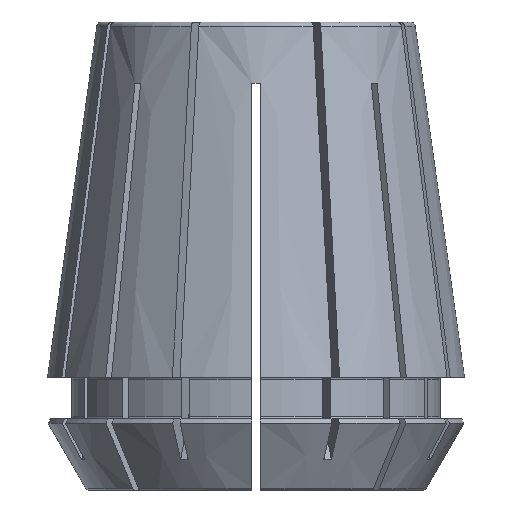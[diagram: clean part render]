
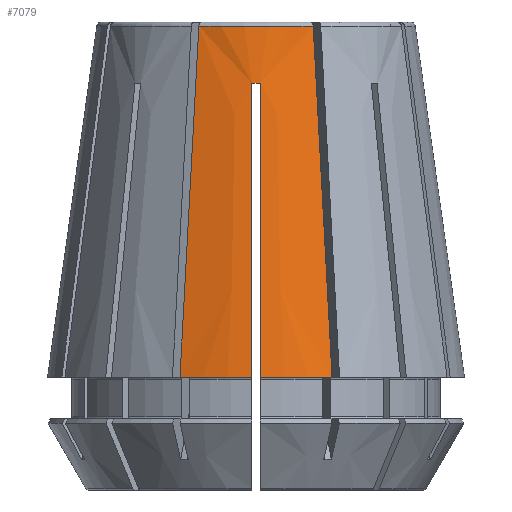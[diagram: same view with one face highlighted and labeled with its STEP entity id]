
A CAD part, front view. The second image highlights one B-rep face of the part: STEP entity #7079.
In plain terms, the highlighted conical face has half-angle 8 degrees and reference radius 20.5 mm.
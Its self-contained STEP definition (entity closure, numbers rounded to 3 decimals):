
#3591=CARTESIAN_POINT('',(-7.474,-19.089,11.3));
#3592=VERTEX_POINT('',#3591);
#3599=CARTESIAN_POINT('',(-5.62,-14.612,45.77));
#3600=VERTEX_POINT('',#3599);
#3601=CARTESIAN_POINT('',(-7.474,-19.089,11.3));
#3602=CARTESIAN_POINT('',(-6.423,-16.551,30.845));
#3603=CARTESIAN_POINT('',(-5.62,-14.612,45.77));
#3604=(BOUNDED_CURVE()
B_SPLINE_CURVE(2,(#3601,#3602,#3603),.UNSPECIFIED.,.F.,.F.)
B_SPLINE_CURVE_WITH_KNOTS((3,3),(0.058,34.866),.UNSPECIFIED.)
CURVE()
GEOMETRIC_REPRESENTATION_ITEM()
RATIONAL_B_SPLINE_CURVE((1.,1.009,1.))
REPRESENTATION_ITEM(''));
#3605=EDGE_CURVE('',#3592,#3600,#3604,.T.);
#3745=CARTESIAN_POINT('',(0.4,-16.434,40.2));
#3746=VERTEX_POINT('',#3745);
#3747=CARTESIAN_POINT('',(-0.4,-16.434,40.2));
#3748=VERTEX_POINT('',#3747);
#3749=CARTESIAN_POINT('',(0.,0.,40.2));
#3750=DIRECTION('',(-0.,-0.,-1.));
#3751=DIRECTION('',(-1.,0.,0.));
#3752=AXIS2_PLACEMENT_3D('',#3749,#3750,#3751);
#3753=CIRCLE('',#3752,16.438);
#3754=EDGE_CURVE('',#3746,#3748,#3753,.T.);
#5692=CARTESIAN_POINT('',(5.62,-14.612,45.77));
#5693=VERTEX_POINT('',#5692);
#5694=CARTESIAN_POINT('',(0.,0.,45.77));
#5695=DIRECTION('',(-0.,-0.,1.));
#5696=DIRECTION('',(-1.,0.,0.));
#5697=AXIS2_PLACEMENT_3D('',#5694,#5695,#5696);
#5698=CIRCLE('',#5697,15.656);
#5699=EDGE_CURVE('',#3600,#5693,#5698,.T.);
#7021=CARTESIAN_POINT('',(-0.4,-20.496,11.3));
#7022=VERTEX_POINT('',#7021);
#7029=CARTESIAN_POINT('',(0.,0.,11.3));
#7030=DIRECTION('',(-0.,-0.,1.));
#7031=DIRECTION('',(-1.,0.,0.));
#7032=AXIS2_PLACEMENT_3D('',#7029,#7030,#7031);
#7033=CIRCLE('',#7032,20.5);
#7034=EDGE_CURVE('',#3592,#7022,#7033,.T.);
#7039=CARTESIAN_POINT('',(0.,0.,11.3));
#7040=DIRECTION('',(0.,0.,-1.));
#7041=DIRECTION('',(-1.,0.,0.));
#7042=AXIS2_PLACEMENT_3D('',#7039,#7040,#7041);
#7043=CONICAL_SURFACE('',#7042,20.5,8.);
#7044=ORIENTED_EDGE('',*,*,#3605,.F.);
#7045=ORIENTED_EDGE('',*,*,#7034,.T.);
#7046=CARTESIAN_POINT('',(-0.4,-16.434,40.2));
#7047=CARTESIAN_POINT('',(-0.4,-18.241,27.34));
#7048=CARTESIAN_POINT('',(-0.4,-20.496,11.3));
#7049=(BOUNDED_CURVE()
B_SPLINE_CURVE(2,(#7046,#7047,#7048),.UNSPECIFIED.,.F.,.F.)
B_SPLINE_CURVE_WITH_KNOTS((3,3),(0.046,29.23),.UNSPECIFIED.)
CURVE()
GEOMETRIC_REPRESENTATION_ITEM()
RATIONAL_B_SPLINE_CURVE((1.,1.006,1.))
REPRESENTATION_ITEM(''));
#7050=EDGE_CURVE('',#3748,#7022,#7049,.T.);
#7051=ORIENTED_EDGE('',*,*,#7050,.F.);
#7052=ORIENTED_EDGE('',*,*,#3754,.F.);
#7053=CARTESIAN_POINT('',(0.4,-20.496,11.3));
#7054=VERTEX_POINT('',#7053);
#7055=CARTESIAN_POINT('',(0.4,-16.434,40.2));
#7056=CARTESIAN_POINT('',(0.4,-18.241,27.34));
#7057=CARTESIAN_POINT('',(0.4,-20.496,11.3));
#7058=(BOUNDED_CURVE()
B_SPLINE_CURVE(2,(#7055,#7056,#7057),.UNSPECIFIED.,.F.,.F.)
B_SPLINE_CURVE_WITH_KNOTS((3,3),(0.046,29.23),.UNSPECIFIED.)
CURVE()
GEOMETRIC_REPRESENTATION_ITEM()
RATIONAL_B_SPLINE_CURVE((1.,1.006,1.))
REPRESENTATION_ITEM(''));
#7059=EDGE_CURVE('',#3746,#7054,#7058,.T.);
#7060=ORIENTED_EDGE('',*,*,#7059,.T.);
#7061=CARTESIAN_POINT('',(7.474,-19.089,11.3));
#7062=VERTEX_POINT('',#7061);
#7063=CARTESIAN_POINT('',(0.,0.,11.3));
#7064=DIRECTION('',(0.,0.,1.));
#7065=DIRECTION('',(-1.,0.,0.));
#7066=AXIS2_PLACEMENT_3D('',#7063,#7064,#7065);
#7067=CIRCLE('',#7066,20.5);
#7068=EDGE_CURVE('',#7054,#7062,#7067,.T.);
#7069=ORIENTED_EDGE('',*,*,#7068,.T.);
#7070=CARTESIAN_POINT('',(7.474,-19.089,11.3));
#7071=CARTESIAN_POINT('',(6.423,-16.551,30.845));
#7072=CARTESIAN_POINT('',(5.62,-14.612,45.77));
#7073=(BOUNDED_CURVE()
B_SPLINE_CURVE(2,(#7070,#7071,#7072),.UNSPECIFIED.,.F.,.F.)
B_SPLINE_CURVE_WITH_KNOTS((3,3),(0.045,34.852),.UNSPECIFIED.)
CURVE()
GEOMETRIC_REPRESENTATION_ITEM()
RATIONAL_B_SPLINE_CURVE((1.,1.009,1.))
REPRESENTATION_ITEM(''));
#7074=EDGE_CURVE('',#7062,#5693,#7073,.T.);
#7075=ORIENTED_EDGE('',*,*,#7074,.T.);
#7076=ORIENTED_EDGE('',*,*,#5699,.F.);
#7077=EDGE_LOOP('',(#7044,#7045,#7051,#7052,#7060,#7069,#7075,#7076));
#7078=FACE_BOUND('',#7077,.T.);
#7079=ADVANCED_FACE('',(#7078),#7043,.T.);
